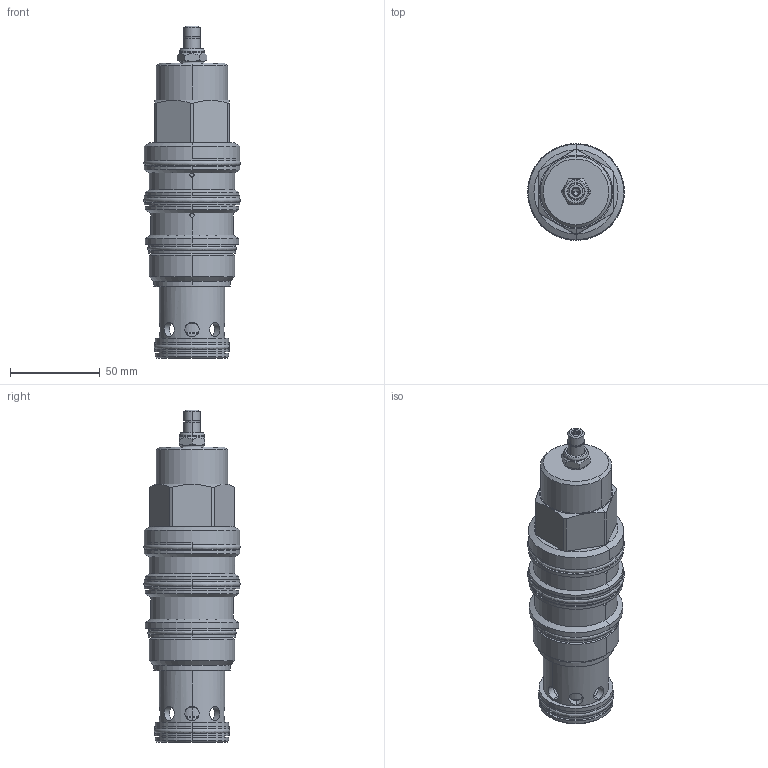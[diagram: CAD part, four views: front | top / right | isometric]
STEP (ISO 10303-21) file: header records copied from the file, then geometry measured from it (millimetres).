
FILE_DESCRIPTION((''),'2;1');
FILE_NAME('DKJP-LAN_PRT','2012-04-13T',('Administrator'),(''),'PRO/ENGINEER BY PARAMETRIC TECHNOLOGY CORPORATION, 2006240','PRO/ENGINEER BY PARAMETRIC TECHNOLOGY CORPORATION, 2006240','');
FILE_SCHEMA(('CONFIG_CONTROL_DESIGN'));
Length unit declared in the file: inch
Products named in the file (1): DKJP-LAN_PRT
Bounding box: 53.85 x 53.82 x 184.94 mm (x, y, z)
Volume: 244669.1 mm3; surface area: 51416.4 mm2
Topology: 6 solids, 6 shells, 342 faces, 787 edges, 475 vertices
Faces by surface type: cylinder 144, plane 79, cone 62, torus 31, revolution 16, bspline 10
Entity records: 30508 total; most frequent: CARTESIAN_POINT 22833, DIRECTION 1591, ORIENTED_EDGE 1566, EDGE_CURVE 783, AXIS2_PLACEMENT_3D 656, VERTEX_POINT 475, EDGE_LOOP 392, FACE_OUTER_BOUND 342
